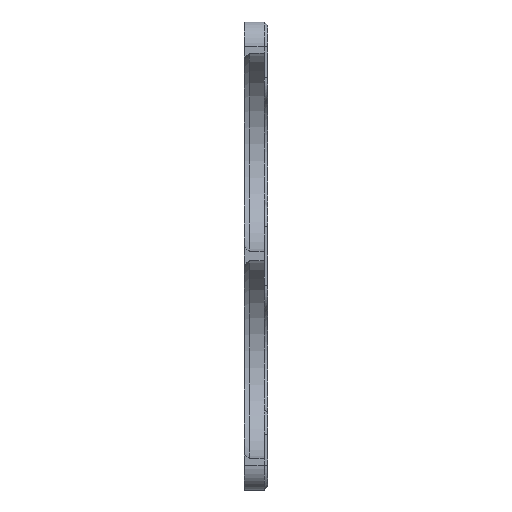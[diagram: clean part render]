
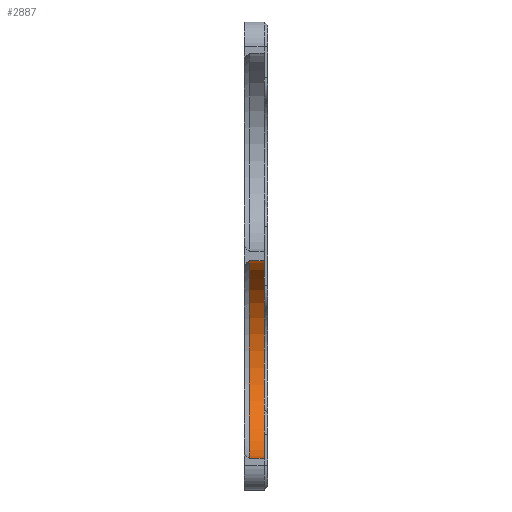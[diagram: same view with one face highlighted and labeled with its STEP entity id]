
A CAD part, left-side view. The second image highlights one B-rep face of the part: STEP entity #2887.
In plain terms, the highlighted cylindrical face has radius 12.23 mm (diameter 24.46 mm), a partial arc.
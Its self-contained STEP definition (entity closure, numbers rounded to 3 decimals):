
#47=CYLINDRICAL_SURFACE('',#3172,12.23);
#64=CIRCLE('',#2944,12.23);
#80=CIRCLE('',#2983,12.23);
#353=FACE_OUTER_BOUND('',#521,.T.);
#521=EDGE_LOOP('',(#2543,#2544,#2545,#2546));
#703=LINE('',#4477,#991);
#837=LINE('',#4889,#1125);
#991=VECTOR('',#3505,10.);
#1125=VECTOR('',#3977,10.);
#1182=VERTEX_POINT('',#4183);
#1185=VERTEX_POINT('',#4194);
#1267=VERTEX_POINT('',#4432);
#1268=VERTEX_POINT('',#4434);
#1457=EDGE_CURVE('',#1185,#1182,#64,.T.);
#1563=EDGE_CURVE('',#1267,#1268,#80,.F.);
#1585=EDGE_CURVE('',#1267,#1182,#703,.T.);
#1792=EDGE_CURVE('',#1185,#1268,#837,.T.);
#2543=ORIENTED_EDGE('',*,*,#1792,.T.);
#2544=ORIENTED_EDGE('',*,*,#1563,.F.);
#2545=ORIENTED_EDGE('',*,*,#1585,.T.);
#2546=ORIENTED_EDGE('',*,*,#1457,.F.);
#2887=ADVANCED_FACE('',(#353),#47,.F.);
#2944=AXIS2_PLACEMENT_3D('',#4199,#3298,#3299);
#2983=AXIS2_PLACEMENT_3D('',#4435,#3458,#3459);
#3172=AXIS2_PLACEMENT_3D('',#4896,#3990,#3991);
#3298=DIRECTION('center_axis',(0.,-1.,0.));
#3299=DIRECTION('ref_axis',(1.,0.,0.));
#3458=DIRECTION('center_axis',(0.,-1.,0.));
#3459=DIRECTION('ref_axis',(1.,0.,0.));
#3505=DIRECTION('',(0.,1.,0.));
#3977=DIRECTION('',(0.,-1.,0.));
#3990=DIRECTION('center_axis',(0.,1.,0.));
#3991=DIRECTION('ref_axis',(1.,0.,0.));
#4183=CARTESIAN_POINT('',(10.1,1.2,-29.213));
#4194=CARTESIAN_POINT('',(10.1,1.2,-53.186));
#4199=CARTESIAN_POINT('Origin',(12.53,1.2,-41.199));
#4432=CARTESIAN_POINT('',(10.1,-0.6,-29.213));
#4434=CARTESIAN_POINT('',(10.1,-0.6,-53.186));
#4435=CARTESIAN_POINT('Origin',(12.53,-0.6,-41.199));
#4477=CARTESIAN_POINT('',(10.1,0.,-29.213));
#4889=CARTESIAN_POINT('',(10.1,0.,-53.186));
#4896=CARTESIAN_POINT('Origin',(12.53,0.,-41.199));
